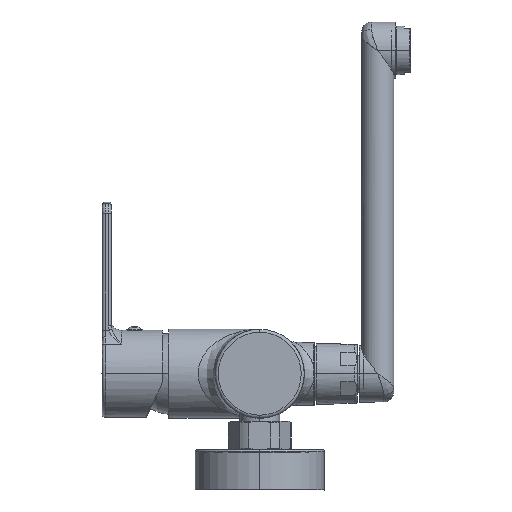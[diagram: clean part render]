
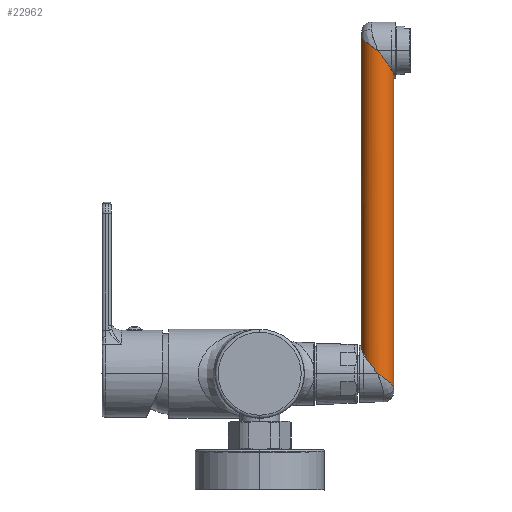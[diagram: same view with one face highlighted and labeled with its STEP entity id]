
A CAD part, left-side view. The second image highlights one B-rep face of the part: STEP entity #22962.
In plain terms, the highlighted cylindrical face has radius 8 mm (diameter 16 mm), a partial arc.
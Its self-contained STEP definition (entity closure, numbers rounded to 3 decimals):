
#22034=CARTESIAN_POINT('',(-6.,-8.,67.351));
#22035=CARTESIAN_POINT('',(-6.411,-8.,67.546));
#22036=CARTESIAN_POINT('',(-7.211,-7.938,
67.974));
#22037=CARTESIAN_POINT('',(-8.357,-7.673,
68.74));
#22038=CARTESIAN_POINT('',(-9.382,-7.275,
69.582));
#22039=CARTESIAN_POINT('',(-10.274,-6.786,
70.465));
#22040=CARTESIAN_POINT('',(-11.046,-6.232,
71.371));
#22041=CARTESIAN_POINT('',(-11.78,-5.564,
72.396));
#22042=CARTESIAN_POINT('',(-12.483,-4.733,
73.606));
#22043=CARTESIAN_POINT('',(-13.101,-3.748,
74.984));
#22044=CARTESIAN_POINT('',(-13.591,-2.627,
76.508));
#22045=CARTESIAN_POINT('',(-13.919,-1.372,
78.185));
#22046=CARTESIAN_POINT('',(-14.,-0.467,
79.382));
#22047=CARTESIAN_POINT('',(-14.,0.,
80.));
#22085=CARTESIAN_POINT('',(-6.,8.,86.708));
#22086=CARTESIAN_POINT('',(-6.569,8.,
86.517));
#22087=CARTESIAN_POINT('',(-7.715,7.878,
86.096));
#22088=CARTESIAN_POINT('',(-9.373,7.324,
85.344));
#22089=CARTESIAN_POINT('',(-10.895,6.411,
84.471));
#22090=CARTESIAN_POINT('',(-12.204,5.159,
83.478));
#22091=CARTESIAN_POINT('',(-13.216,3.616,
82.382));
#22092=CARTESIAN_POINT('',(-13.853,1.87,
81.213));
#22093=CARTESIAN_POINT('',(-14.,0.626,
80.409));
#22094=CARTESIAN_POINT('',(-14.,0.,
80.));
#22099=DIRECTION('',(0.,0.,-1.));
#22100=VECTOR('',#22099,154.059);
#22101=CARTESIAN_POINT('',(-6.,-8.,67.351));
#22102=LINE('',#22101,#22100);
#22106=CARTESIAN_POINT('',(-6.,-8.,-86.708));
#22107=CARTESIAN_POINT('',(-6.569,-8.,
-86.517));
#22108=CARTESIAN_POINT('',(-7.715,-7.878,
-86.096));
#22109=CARTESIAN_POINT('',(-9.373,-7.325,
-85.345));
#22110=CARTESIAN_POINT('',(-10.895,-6.411,
-84.471));
#22111=CARTESIAN_POINT('',(-12.205,-5.159,
-83.478));
#22112=CARTESIAN_POINT('',(-13.215,-3.616,
-82.382));
#22113=CARTESIAN_POINT('',(-13.853,-1.87,
-81.213));
#22114=CARTESIAN_POINT('',(-14.,-0.626,
-80.409));
#22115=CARTESIAN_POINT('',(-14.,0.,
-80.));
#22120=DIRECTION('',(0.,0.,1.));
#22121=VECTOR('',#22120,154.059);
#22122=CARTESIAN_POINT('',(-6.,8.,-67.351));
#22123=LINE('',#22122,#22121);
#22236=CARTESIAN_POINT('',(-6.,8.,-67.351));
#22237=CARTESIAN_POINT('',(-6.408,8.,-67.545));
#22238=CARTESIAN_POINT('',(-7.205,7.938,
-67.971));
#22239=CARTESIAN_POINT('',(-8.346,7.676,
-68.733));
#22240=CARTESIAN_POINT('',(-9.37,7.281,
-69.571));
#22241=CARTESIAN_POINT('',(-10.264,6.792,
-70.453));
#22242=CARTESIAN_POINT('',(-11.037,6.24,
-71.359));
#22243=CARTESIAN_POINT('',(-11.768,5.575,
-72.378));
#22244=CARTESIAN_POINT('',(-12.473,4.747,
-73.585));
#22245=CARTESIAN_POINT('',(-13.095,3.76,
-74.967));
#22246=CARTESIAN_POINT('',(-13.589,2.635,
-76.498));
#22247=CARTESIAN_POINT('',(-13.918,1.375,
-78.181));
#22248=CARTESIAN_POINT('',(-14.,0.468,
-79.381));
#22249=CARTESIAN_POINT('',(-14.,0.,
-80.));
#22827=CARTESIAN_POINT('',(-6.,-8.,67.351));
#22829=VERTEX_POINT('',#22827);
#22834=CARTESIAN_POINT('',(-6.,8.,-67.351));
#22836=VERTEX_POINT('',#22834);
#22838=VERTEX_POINT('',#22085);
#22839=VERTEX_POINT('',#22094);
#22846=VERTEX_POINT('',#22106);
#22847=VERTEX_POINT('',#22115);
#22944=CARTESIAN_POINT('',(-6.,0.,-112.8));
#22945=DIRECTION('',(0.,0.,1.));
#22946=DIRECTION('',(1.,0.,0.));
#22947=AXIS2_PLACEMENT_3D('',#22944,#22945,#22946);
#22948=CYLINDRICAL_SURFACE('',#22947,8.);
#22950=ORIENTED_EDGE('',*,*,#22949,.T.);
#22951=ORIENTED_EDGE('',*,*,#22930,.F.);
#22953=ORIENTED_EDGE('',*,*,#22952,.T.);
#22955=ORIENTED_EDGE('',*,*,#22954,.T.);
#22957=ORIENTED_EDGE('',*,*,#22956,.F.);
#22959=ORIENTED_EDGE('',*,*,#22958,.T.);
#22960=EDGE_LOOP('',(#22950,#22951,#22953,#22955,#22957,#22959));
#22961=FACE_OUTER_BOUND('',#22960,.F.);
#22962=ADVANCED_FACE('',(#22961),#22948,.T.);
#22048=B_SPLINE_CURVE_WITH_KNOTS('',3,(#22034,#22035,#22036,#22037,#22038,
#22039,#22040,#22041,#22042,#22043,#22044,#22045,#22046,#22047),.UNSPECIFIED.,
.F.,.F.,(4,1,1,1,1,1,1,1,1,1,1,4),(0.,0.091,0.182,
0.273,0.364,0.455,0.545,
0.636,0.727,0.818,0.909,1.),
.UNSPECIFIED.);
#22095=B_SPLINE_CURVE_WITH_KNOTS('',3,(#22085,#22086,#22087,#22088,#22089,
#22090,#22091,#22092,#22093,#22094),.UNSPECIFIED.,.F.,.F.,(4,1,1,1,1,1,1,4),(
0.,0.143,0.286,0.429,0.571,
0.714,0.857,1.),.UNSPECIFIED.);
#22116=B_SPLINE_CURVE_WITH_KNOTS('',3,(#22106,#22107,#22108,#22109,#22110,
#22111,#22112,#22113,#22114,#22115),.UNSPECIFIED.,.F.,.F.,(4,1,1,1,1,1,1,4),(
0.,0.143,0.286,0.429,0.571,
0.714,0.857,1.),.UNSPECIFIED.);
#22250=B_SPLINE_CURVE_WITH_KNOTS('',3,(#22236,#22237,#22238,#22239,#22240,
#22241,#22242,#22243,#22244,#22245,#22246,#22247,#22248,#22249),.UNSPECIFIED.,
.F.,.F.,(4,1,1,1,1,1,1,1,1,1,1,4),(0.,0.091,0.182,
0.273,0.364,0.455,0.545,
0.636,0.727,0.818,0.909,1.),
.UNSPECIFIED.);
#22930=EDGE_CURVE('',#22829,#22839,#22048,.T.);
#22949=EDGE_CURVE('',#22838,#22839,#22095,.T.);
#22952=EDGE_CURVE('',#22829,#22846,#22102,.T.);
#22954=EDGE_CURVE('',#22846,#22847,#22116,.T.);
#22956=EDGE_CURVE('',#22836,#22847,#22250,.T.);
#22958=EDGE_CURVE('',#22836,#22838,#22123,.T.);
